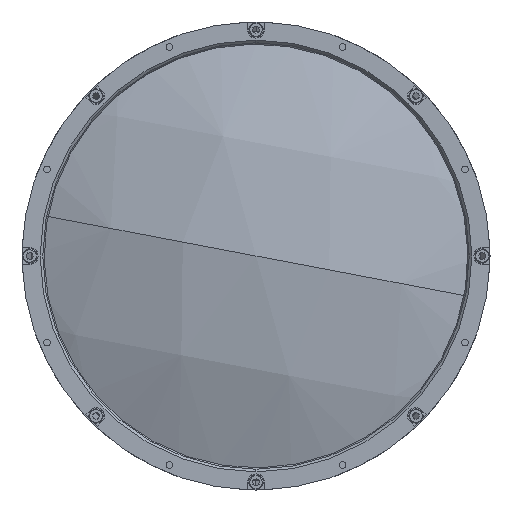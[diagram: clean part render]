
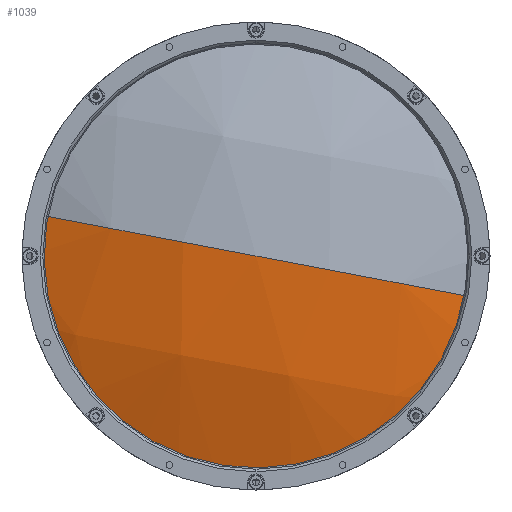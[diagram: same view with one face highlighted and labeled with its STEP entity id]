
A CAD part, left-side view. The second image highlights one B-rep face of the part: STEP entity #1039.
In plain terms, the highlighted spherical face has radius 217.7 mm.
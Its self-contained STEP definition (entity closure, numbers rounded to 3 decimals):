
#938 = DIRECTION ( 'NONE',  ( 0., 0.187, -0.982 ) ) ;
#1039 = ADVANCED_FACE ( 'NONE', ( #12097 ), #20658, .T. ) ;
#1217 = ORIENTED_EDGE ( 'NONE', *, *, #18263, .T. ) ;
#1286 = CARTESIAN_POINT ( 'NONE',  ( 214.7, 0., 0. ) ) ;
#2566 = DIRECTION ( 'NONE',  ( 0., 0.187, -0.982 ) ) ;
#2883 = DIRECTION ( 'NONE',  ( 0., -0.982, -0.187 ) ) ;
#3763 = ORIENTED_EDGE ( 'NONE', *, *, #17885, .T. ) ;
#3914 = VERTEX_POINT ( 'NONE', #16961 ) ;
#4250 = CARTESIAN_POINT ( 'NONE',  ( 214.7, 0., 0. ) ) ;
#4383 = DIRECTION ( 'NONE',  ( 0., 0.187, -0.982 ) ) ;
#5369 = ORIENTED_EDGE ( 'NONE', *, *, #16943, .F. ) ;
#5419 = EDGE_LOOP ( 'NONE', ( #1217, #3763, #5369 ) ) ;
#6309 = AXIS2_PLACEMENT_3D ( 'NONE', #1286, #12463, #2883 ) ;
#6734 = VERTEX_POINT ( 'NONE', #12562 ) ;
#9863 = AXIS2_PLACEMENT_3D ( 'NONE', #13961, #4383, #15601 ) ;
#9922 = CARTESIAN_POINT ( 'NONE',  ( 13.859, -82.524, -15.675 ) ) ;
#10287 = VERTEX_POINT ( 'NONE', #9922 ) ;
#10514 = DIRECTION ( 'NONE',  ( -1., 0., 0. ) ) ;
#10819 = CIRCLE ( 'NONE', #15956, 84. ) ;
#11747 = AXIS2_PLACEMENT_3D ( 'NONE', #4250, #2566, #15460 ) ;
#12097 = FACE_OUTER_BOUND ( 'NONE', #5419, .T. ) ;
#12463 = DIRECTION ( 'NONE',  ( 0., -0.187, 0.982 ) ) ;
#12562 = CARTESIAN_POINT ( 'NONE',  ( -3., 0., 0. ) ) ;
#13093 = CIRCLE ( 'NONE', #6309, 217.7 ) ;
#13961 = CARTESIAN_POINT ( 'NONE',  ( 214.7, 0., 0. ) ) ;
#15460 = DIRECTION ( 'NONE',  ( 0., 0.982, 0.187 ) ) ;
#15601 = DIRECTION ( 'NONE',  ( 0., 0.982, 0.187 ) ) ;
#15956 = AXIS2_PLACEMENT_3D ( 'NONE', #20145, #10514, #938 ) ;
#16943 = EDGE_CURVE ( 'NONE', #3914, #6734, #13093, .T. ) ;
#16961 = CARTESIAN_POINT ( 'NONE',  ( 13.859, 82.524, 15.675 ) ) ;
#17885 = EDGE_CURVE ( 'NONE', #10287, #6734, #19626, .T. ) ;
#18263 = EDGE_CURVE ( 'NONE', #3914, #10287, #10819, .T. ) ;
#19626 = CIRCLE ( 'NONE', #9863, 217.7 ) ;
#20145 = CARTESIAN_POINT ( 'NONE',  ( 13.859, 0., 0. ) ) ;
#20658 = SPHERICAL_SURFACE ( 'NONE', #11747, 217.7 ) ;
